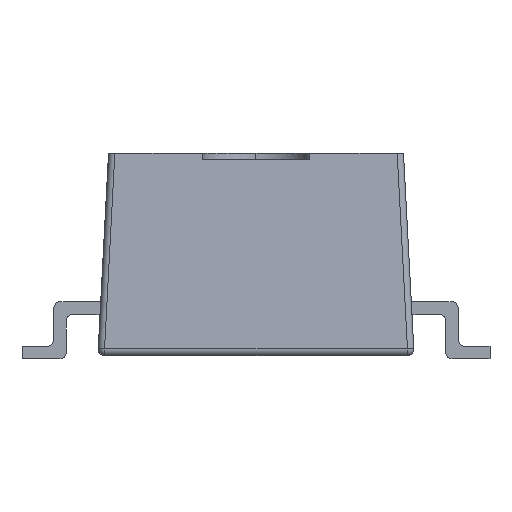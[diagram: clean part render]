
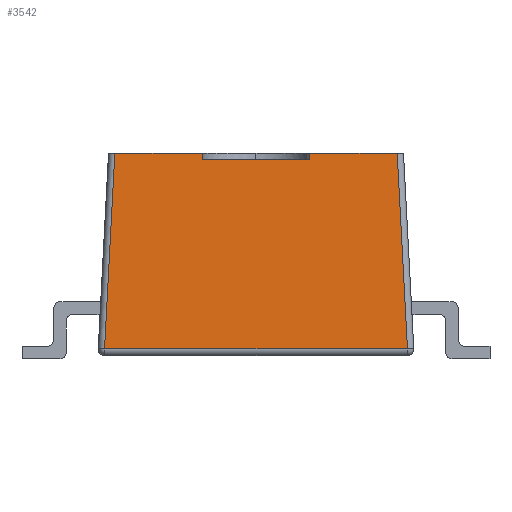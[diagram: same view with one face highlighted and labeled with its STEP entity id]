
A CAD part, left-side view. The second image highlights one B-rep face of the part: STEP entity #3542.
In plain terms, the highlighted planar face has unit normal (-0.999, 0, 0.052).
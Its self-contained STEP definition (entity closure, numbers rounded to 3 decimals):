
#307 = CARTESIAN_POINT ( 'NONE',  ( -5.05, -2.4, -0.005 ) ) ;
#998 = VERTEX_POINT ( 'NONE', #1551 ) ;
#1551 = CARTESIAN_POINT ( 'NONE',  ( -5.044, 2.395, 0.105 ) ) ;
#2628 = EDGE_CURVE ( 'NONE', #23477, #9752, #28363, .T. ) ;
#2782 = CARTESIAN_POINT ( 'NONE',  ( -4.882, 0.85, 3.2 ) ) ;
#3542 = ADVANCED_FACE ( 'NONE', ( #28256 ), #9285, .T. ) ;
#3981 = EDGE_CURVE ( 'NONE', #21455, #16809, #12366, .T. ) ;
#4093 = DIRECTION ( 'NONE',  ( 0., -1., 0. ) ) ;
#4215 = VECTOR ( 'NONE', #30212, 1000. ) ;
#4251 = EDGE_CURVE ( 'NONE', #5434, #9752, #15766, .T. ) ;
#4744 = EDGE_LOOP ( 'NONE', ( #17107, #25177, #17382, #23786, #27336, #21005, #28457, #4905 ) ) ;
#4747 = LINE ( 'NONE', #18661, #4215 ) ;
#4905 = ORIENTED_EDGE ( 'NONE', *, *, #4251, .T. ) ;
#5434 = VERTEX_POINT ( 'NONE', #24847 ) ;
#5690 = CARTESIAN_POINT ( 'NONE',  ( -4.882, 2.232, 3.2 ) ) ;
#5731 = EDGE_CURVE ( 'NONE', #998, #15869, #26664, .T. ) ;
#6340 = CARTESIAN_POINT ( 'NONE',  ( -4.882, -0.85, 3.2 ) ) ;
#9189 = CARTESIAN_POINT ( 'NONE',  ( -5.044, -2.395, 0.105 ) ) ;
#9285 = PLANE ( 'NONE',  #21738 ) ;
#9701 = VECTOR ( 'NONE', #11849, 1000. ) ;
#9752 = VERTEX_POINT ( 'NONE', #2782 ) ;
#9920 = DIRECTION ( 'NONE',  ( 0., -1., 0. ) ) ;
#10625 = CARTESIAN_POINT ( 'NONE',  ( -4.882, -2.232, 3.2 ) ) ;
#10756 = CARTESIAN_POINT ( 'NONE',  ( -4.888, -0.85, 3.1 ) ) ;
#11849 = DIRECTION ( 'NONE',  ( 0.052, 0.052, 0.997 ) ) ;
#12164 = DIRECTION ( 'NONE',  ( 0.052, 0., 0.999 ) ) ;
#12366 = LINE ( 'NONE', #21822, #21510 ) ;
#13302 = CARTESIAN_POINT ( 'NONE',  ( -4.888, 0.85, 3.1 ) ) ;
#13459 = CARTESIAN_POINT ( 'NONE',  ( -4.884, -0.85, 3.167 ) ) ;
#13614 = CARTESIAN_POINT ( 'NONE',  ( -4.886, -0.85, 3.133 ) ) ;
#14498 = DIRECTION ( 'NONE',  ( -0.999, 0., 0.052 ) ) ;
#14908 = DIRECTION ( 'NONE',  ( 0., -1., 0. ) ) ;
#15766 =( BOUNDED_CURVE ( )  B_SPLINE_CURVE ( 3, ( #13302, #27814, #20865, #22748 ),
 .UNSPECIFIED., .F., .F. ) 
 B_SPLINE_CURVE_WITH_KNOTS ( ( 4, 4 ),
 ( 4.706, 4.712 ),
 .UNSPECIFIED. ) 
 CURVE ( )  GEOMETRIC_REPRESENTATION_ITEM ( )  RATIONAL_B_SPLINE_CURVE ( ( 1., 1., 1., 1. ) ) 
 REPRESENTATION_ITEM ( '' )  );
#15869 = VERTEX_POINT ( 'NONE', #9189 ) ;
#16809 = VERTEX_POINT ( 'NONE', #10625 ) ;
#17095 = CARTESIAN_POINT ( 'NONE',  ( -4.882, 0., 3.2 ) ) ;
#17107 = ORIENTED_EDGE ( 'NONE', *, *, #2628, .F. ) ;
#17382 = ORIENTED_EDGE ( 'NONE', *, *, #5731, .T. ) ;
#17821 = EDGE_CURVE ( 'NONE', #23477, #998, #4747, .T. ) ;
#18661 = CARTESIAN_POINT ( 'NONE',  ( -5.037, 2.387, 0.255 ) ) ;
#19993 = VECTOR ( 'NONE', #14908, 1000. ) ;
#20112 = EDGE_CURVE ( 'NONE', #15869, #16809, #24112, .T. ) ;
#20846 = VERTEX_POINT ( 'NONE', #10756 ) ;
#20865 = CARTESIAN_POINT ( 'NONE',  ( -4.884, 0.85, 3.167 ) ) ;
#21005 = ORIENTED_EDGE ( 'NONE', *, *, #26037, .T. ) ;
#21455 = VERTEX_POINT ( 'NONE', #6340 ) ;
#21467 = CARTESIAN_POINT ( 'NONE',  ( -5.05, -2.5, 0. ) ) ;
#21510 = VECTOR ( 'NONE', #9920, 1000. ) ;
#21738 = AXIS2_PLACEMENT_3D ( 'NONE', #21467, #14498, #12164 ) ;
#21822 = CARTESIAN_POINT ( 'NONE',  ( -4.882, 0., 3.2 ) ) ;
#22471 = CARTESIAN_POINT ( 'NONE',  ( -5.044, -2.5, 0.105 ) ) ;
#22720 = EDGE_CURVE ( 'NONE', #5434, #20846, #26806, .T. ) ;
#22748 = CARTESIAN_POINT ( 'NONE',  ( -4.882, 0.85, 3.2 ) ) ;
#23212 = CARTESIAN_POINT ( 'NONE',  ( -4.882, -0.85, 3.2 ) ) ;
#23477 = VERTEX_POINT ( 'NONE', #5690 ) ;
#23786 = ORIENTED_EDGE ( 'NONE', *, *, #20112, .T. ) ;
#23920 = VECTOR ( 'NONE', #24080, 1000. ) ;
#24080 = DIRECTION ( 'NONE',  ( 0., -1., 0. ) ) ;
#24112 = LINE ( 'NONE', #307, #9701 ) ;
#24847 = CARTESIAN_POINT ( 'NONE',  ( -4.888, 0.85, 3.1 ) ) ;
#25177 = ORIENTED_EDGE ( 'NONE', *, *, #17821, .T. ) ;
#25249 = CARTESIAN_POINT ( 'NONE',  ( -4.888, -0.85, 3.1 ) ) ;
#26037 = EDGE_CURVE ( 'NONE', #21455, #20846, #26165, .T. ) ;
#26165 =( BOUNDED_CURVE ( )  B_SPLINE_CURVE ( 3, ( #23212, #13459, #13614, #25249 ),
 .UNSPECIFIED., .F., .F. ) 
 B_SPLINE_CURVE_WITH_KNOTS ( ( 4, 4 ),
 ( 1.571, 1.577 ),
 .UNSPECIFIED. ) 
 CURVE ( )  GEOMETRIC_REPRESENTATION_ITEM ( )  RATIONAL_B_SPLINE_CURVE ( ( 1., 1., 1., 1. ) ) 
 REPRESENTATION_ITEM ( '' )  );
#26664 = LINE ( 'NONE', #22471, #19993 ) ;
#26806 = LINE ( 'NONE', #29242, #27991 ) ;
#27336 = ORIENTED_EDGE ( 'NONE', *, *, #3981, .F. ) ;
#27814 = CARTESIAN_POINT ( 'NONE',  ( -4.886, 0.85, 3.133 ) ) ;
#27991 = VECTOR ( 'NONE', #4093, 1000. ) ;
#28256 = FACE_OUTER_BOUND ( 'NONE', #4744, .T. ) ;
#28363 = LINE ( 'NONE', #17095, #23920 ) ;
#28457 = ORIENTED_EDGE ( 'NONE', *, *, #22720, .F. ) ;
#29242 = CARTESIAN_POINT ( 'NONE',  ( -4.888, -2.5, 3.1 ) ) ;
#30212 = DIRECTION ( 'NONE',  ( -0.052, 0.052, -0.997 ) ) ;
